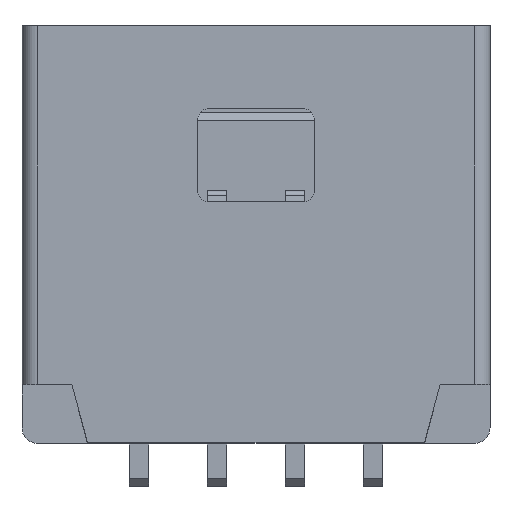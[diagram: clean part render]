
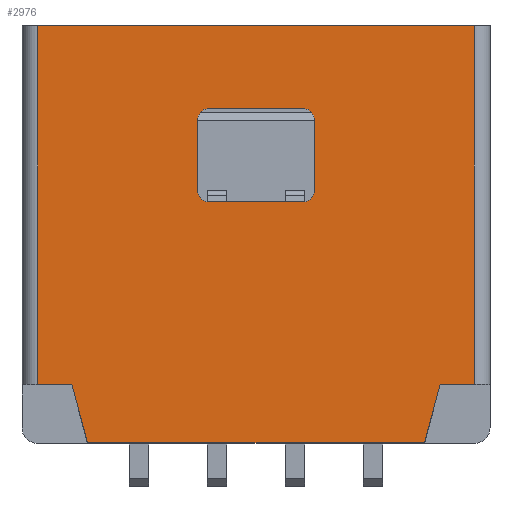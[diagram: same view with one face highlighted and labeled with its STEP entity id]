
A CAD part, top view. The second image highlights one B-rep face of the part: STEP entity #2976.
In plain terms, the highlighted planar face has unit normal (0, 0, 1).
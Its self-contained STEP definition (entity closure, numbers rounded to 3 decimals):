
#17=DIRECTION('',(1.,0.,0.));
#18=VECTOR('',#17,4.32);
#19=CARTESIAN_POINT('',(-2.16,-2.675,1.55));
#20=LINE('',#19,#18);
#38=DIRECTION('',(0.,-1.,0.));
#39=VECTOR('',#38,0.9);
#40=CARTESIAN_POINT('',(0.75,1.465,1.55));
#41=LINE('',#40,#39);
#42=CARTESIAN_POINT('',(0.6,1.465,1.55));
#43=DIRECTION('',(0.,0.,-1.));
#44=DIRECTION('',(0.,1.,0.));
#45=AXIS2_PLACEMENT_3D('',#42,#43,#44);
#47=DIRECTION('',(1.,0.,0.));
#48=VECTOR('',#47,1.2);
#49=CARTESIAN_POINT('',(-0.6,1.615,1.55));
#50=LINE('',#49,#48);
#51=CARTESIAN_POINT('',(-0.6,1.465,1.55));
#52=DIRECTION('',(0.,0.,-1.));
#53=DIRECTION('',(-1.,0.,0.));
#54=AXIS2_PLACEMENT_3D('',#51,#52,#53);
#56=DIRECTION('',(0.,1.,0.));
#57=VECTOR('',#56,0.9);
#58=CARTESIAN_POINT('',(-0.75,0.565,1.55));
#59=LINE('',#58,#57);
#60=CARTESIAN_POINT('',(-0.6,0.565,1.55));
#61=DIRECTION('',(0.,0.,-1.));
#62=DIRECTION('',(0.,-1.,0.));
#63=AXIS2_PLACEMENT_3D('',#60,#61,#62);
#65=DIRECTION('',(-1.,0.,0.));
#66=VECTOR('',#65,1.2);
#67=CARTESIAN_POINT('',(0.6,0.415,1.55));
#68=LINE('',#67,#66);
#69=CARTESIAN_POINT('',(0.6,0.565,1.55));
#70=DIRECTION('',(0.,0.,-1.));
#71=DIRECTION('',(1.,0.,0.));
#72=AXIS2_PLACEMENT_3D('',#69,#70,#71);
#74=DIRECTION('',(0.258,0.966,0.));
#75=VECTOR('',#74,0.776);
#76=CARTESIAN_POINT('',(2.16,-2.675,1.55));
#77=LINE('',#76,#75);
#78=DIRECTION('',(-0.258,0.966,0.));
#79=VECTOR('',#78,0.776);
#80=CARTESIAN_POINT('',(-2.16,-2.675,1.55));
#81=LINE('',#80,#79);
#82=DIRECTION('',(1.,0.,0.));
#83=VECTOR('',#82,0.44);
#84=CARTESIAN_POINT('',(-2.8,-1.925,1.55));
#85=LINE('',#84,#83);
#86=DIRECTION('',(-1.,0.,0.));
#87=VECTOR('',#86,0.44);
#88=CARTESIAN_POINT('',(2.8,-1.925,1.55));
#89=LINE('',#88,#87);
#504=DIRECTION('',(0.,-1.,0.));
#505=VECTOR('',#504,4.6);
#506=CARTESIAN_POINT('',(2.8,2.675,1.55));
#507=LINE('',#506,#505);
#533=DIRECTION('',(1.,0.,0.));
#534=VECTOR('',#533,5.6);
#535=CARTESIAN_POINT('',(-2.8,2.675,1.55));
#536=LINE('',#535,#534);
#1150=DIRECTION('',(0.,-1.,0.));
#1151=VECTOR('',#1150,4.6);
#1152=CARTESIAN_POINT('',(-2.8,2.675,1.55));
#1153=LINE('',#1152,#1151);
#2370=CARTESIAN_POINT('',(-2.16,-2.675,1.55));
#2371=VERTEX_POINT('',#2370);
#2378=CARTESIAN_POINT('',(-2.36,-1.925,1.55));
#2379=VERTEX_POINT('',#2378);
#2380=CARTESIAN_POINT('',(-2.8,-1.925,1.55));
#2381=VERTEX_POINT('',#2380);
#2385=CARTESIAN_POINT('',(-2.8,2.675,1.55));
#2387=VERTEX_POINT('',#2385);
#2388=CARTESIAN_POINT('',(2.8,2.675,1.55));
#2390=VERTEX_POINT('',#2388);
#2452=CARTESIAN_POINT('',(0.75,1.465,1.55));
#2453=CARTESIAN_POINT('',(0.75,0.565,1.55));
#2454=VERTEX_POINT('',#2452);
#2455=VERTEX_POINT('',#2453);
#2456=CARTESIAN_POINT('',(0.6,0.415,1.55));
#2457=CARTESIAN_POINT('',(-0.6,0.415,1.55));
#2458=VERTEX_POINT('',#2456);
#2459=VERTEX_POINT('',#2457);
#2460=CARTESIAN_POINT('',(-0.75,0.565,1.55));
#2461=CARTESIAN_POINT('',(-0.75,1.465,1.55));
#2462=VERTEX_POINT('',#2460);
#2463=VERTEX_POINT('',#2461);
#2464=CARTESIAN_POINT('',(-0.6,1.615,1.55));
#2465=CARTESIAN_POINT('',(0.6,1.615,1.55));
#2466=VERTEX_POINT('',#2464);
#2467=VERTEX_POINT('',#2465);
#2524=CARTESIAN_POINT('',(2.16,-2.675,1.55));
#2525=VERTEX_POINT('',#2524);
#2526=CARTESIAN_POINT('',(2.36,-1.925,1.55));
#2527=VERTEX_POINT('',#2526);
#2528=CARTESIAN_POINT('',(2.8,-1.925,1.55));
#2529=VERTEX_POINT('',#2528);
#2937=CARTESIAN_POINT('',(-3.,-2.675,1.55));
#2938=DIRECTION('',(0.,0.,1.));
#2939=DIRECTION('',(1.,0.,0.));
#2940=AXIS2_PLACEMENT_3D('',#2937,#2938,#2939);
#2941=PLANE('',#2940);
#2942=ORIENTED_EDGE('',*,*,#2929,.F.);
#2943=ORIENTED_EDGE('',*,*,#2899,.F.);
#2945=ORIENTED_EDGE('',*,*,#2944,.T.);
#2947=ORIENTED_EDGE('',*,*,#2946,.F.);
#2949=ORIENTED_EDGE('',*,*,#2948,.F.);
#2951=ORIENTED_EDGE('',*,*,#2950,.T.);
#2953=ORIENTED_EDGE('',*,*,#2952,.T.);
#2955=ORIENTED_EDGE('',*,*,#2954,.T.);
#2956=EDGE_LOOP('',(#2942,#2943,#2945,#2947,#2949,#2951,#2953,#2955));
#2957=FACE_OUTER_BOUND('',#2956,.F.);
#2959=ORIENTED_EDGE('',*,*,#2958,.F.);
#2961=ORIENTED_EDGE('',*,*,#2960,.F.);
#2963=ORIENTED_EDGE('',*,*,#2962,.F.);
#2965=ORIENTED_EDGE('',*,*,#2964,.F.);
#2967=ORIENTED_EDGE('',*,*,#2966,.F.);
#2969=ORIENTED_EDGE('',*,*,#2968,.F.);
#2971=ORIENTED_EDGE('',*,*,#2970,.F.);
#2973=ORIENTED_EDGE('',*,*,#2972,.F.);
#2974=EDGE_LOOP('',(#2959,#2961,#2963,#2965,#2967,#2969,#2971,#2973));
#2975=FACE_BOUND('',#2974,.F.);
#2976=ADVANCED_FACE('',(#2957,#2975),#2941,.T.);
#46=CIRCLE('',#45,0.15);
#55=CIRCLE('',#54,0.15);
#64=CIRCLE('',#63,0.15);
#73=CIRCLE('',#72,0.15);
#2899=EDGE_CURVE('',#2371,#2525,#20,.T.);
#2929=EDGE_CURVE('',#2525,#2527,#77,.T.);
#2944=EDGE_CURVE('',#2371,#2379,#81,.T.);
#2946=EDGE_CURVE('',#2381,#2379,#85,.T.);
#2948=EDGE_CURVE('',#2387,#2381,#1153,.T.);
#2950=EDGE_CURVE('',#2387,#2390,#536,.T.);
#2952=EDGE_CURVE('',#2390,#2529,#507,.T.);
#2954=EDGE_CURVE('',#2529,#2527,#89,.T.);
#2958=EDGE_CURVE('',#2454,#2455,#41,.T.);
#2960=EDGE_CURVE('',#2467,#2454,#46,.T.);
#2962=EDGE_CURVE('',#2466,#2467,#50,.T.);
#2964=EDGE_CURVE('',#2463,#2466,#55,.T.);
#2966=EDGE_CURVE('',#2462,#2463,#59,.T.);
#2968=EDGE_CURVE('',#2459,#2462,#64,.T.);
#2970=EDGE_CURVE('',#2458,#2459,#68,.T.);
#2972=EDGE_CURVE('',#2455,#2458,#73,.T.);
